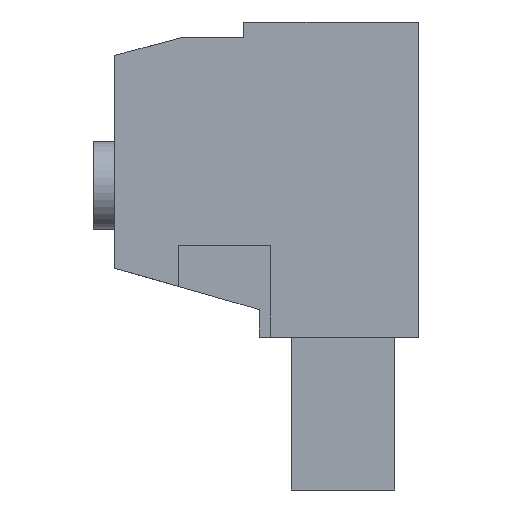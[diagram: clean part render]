
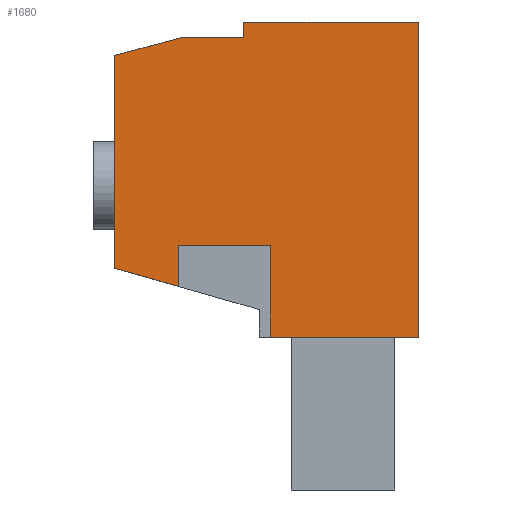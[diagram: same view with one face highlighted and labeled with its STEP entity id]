
A CAD part, left-side view. The second image highlights one B-rep face of the part: STEP entity #1680.
In plain terms, the highlighted planar face has unit normal (-1, 0, 0).
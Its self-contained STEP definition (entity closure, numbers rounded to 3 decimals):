
#1604=AXIS2_PLACEMENT_3D('Plane Axis2P3D',#1601,#1602,#1603) ;
#744=CARTESIAN_POINT('Vertex',(0.,0.,14.4)) ;
#747=CARTESIAN_POINT('Line Origine',(0.,6.95,14.4)) ;
#751=CARTESIAN_POINT('Vertex',(0.,13.9,14.4)) ;
#1450=CARTESIAN_POINT('Vertex',(0.,0.,44.1)) ;
#1453=CARTESIAN_POINT('Line Origine',(0.,0.,29.25)) ;
#1601=CARTESIAN_POINT('Axis2P3D Location',(0.,0.,0.)) ;
#1606=CARTESIAN_POINT('Line Origine',(0.,8.225,44.1)) ;
#1610=CARTESIAN_POINT('Vertex',(0.,16.45,44.1)) ;
#1613=CARTESIAN_POINT('Line Origine',(0.,16.45,43.35)) ;
#1617=CARTESIAN_POINT('Vertex',(0.,16.45,42.6)) ;
#1620=CARTESIAN_POINT('Line Origine',(0.,19.446,42.6)) ;
#1624=CARTESIAN_POINT('Vertex',(0.,22.442,42.6)) ;
#1627=CARTESIAN_POINT('Line Origine',(0.,25.521,41.775)) ;
#1631=CARTESIAN_POINT('Vertex',(0.,28.6,40.95)) ;
#1634=CARTESIAN_POINT('Line Origine',(0.,28.6,30.925)) ;
#1638=CARTESIAN_POINT('Vertex',(0.,28.6,20.9)) ;
#1641=CARTESIAN_POINT('Line Origine',(0.,25.6,20.04)) ;
#1645=CARTESIAN_POINT('Vertex',(0.,22.6,19.18)) ;
#1648=CARTESIAN_POINT('Line Origine',(0.,22.6,21.115)) ;
#1652=CARTESIAN_POINT('Vertex',(0.,22.6,23.05)) ;
#1655=CARTESIAN_POINT('Line Origine',(0.,18.25,23.05)) ;
#1659=CARTESIAN_POINT('Vertex',(0.,13.9,23.05)) ;
#1662=CARTESIAN_POINT('Line Origine',(0.,13.9,18.725)) ;
#748=DIRECTION('Vector Direction',(0.,1.,0.)) ;
#1454=DIRECTION('Vector Direction',(0.,0.,-1.)) ;
#1602=DIRECTION('Axis2P3D Direction',(-1.,0.,0.)) ;
#1603=DIRECTION('Axis2P3D XDirection',(0.,0.,1.)) ;
#1607=DIRECTION('Vector Direction',(0.,-1.,0.)) ;
#1614=DIRECTION('Vector Direction',(0.,0.,1.)) ;
#1621=DIRECTION('Vector Direction',(0.,-1.,0.)) ;
#1628=DIRECTION('Vector Direction',(0.,-0.966,0.259)) ;
#1635=DIRECTION('Vector Direction',(0.,0.,1.)) ;
#1642=DIRECTION('Vector Direction',(0.,0.961,0.276)) ;
#1649=DIRECTION('Vector Direction',(0.,0.,1.)) ;
#1656=DIRECTION('Vector Direction',(0.,-1.,0.)) ;
#1663=DIRECTION('Vector Direction',(0.,0.,1.)) ;
#749=VECTOR('Line Direction',#748,1.) ;
#1455=VECTOR('Line Direction',#1454,1.) ;
#1608=VECTOR('Line Direction',#1607,1.) ;
#1615=VECTOR('Line Direction',#1614,1.) ;
#1622=VECTOR('Line Direction',#1621,1.) ;
#1629=VECTOR('Line Direction',#1628,1.) ;
#1636=VECTOR('Line Direction',#1635,1.) ;
#1643=VECTOR('Line Direction',#1642,1.) ;
#1650=VECTOR('Line Direction',#1649,1.) ;
#1657=VECTOR('Line Direction',#1656,1.) ;
#1664=VECTOR('Line Direction',#1663,1.) ;
#1668=ORIENTED_EDGE('',*,*,#753,.T.) ;
#1669=ORIENTED_EDGE('',*,*,#1457,.T.) ;
#1670=ORIENTED_EDGE('',*,*,#1612,.T.) ;
#1671=ORIENTED_EDGE('',*,*,#1619,.T.) ;
#1672=ORIENTED_EDGE('',*,*,#1626,.T.) ;
#1673=ORIENTED_EDGE('',*,*,#1633,.T.) ;
#1674=ORIENTED_EDGE('',*,*,#1640,.T.) ;
#1675=ORIENTED_EDGE('',*,*,#1647,.T.) ;
#1676=ORIENTED_EDGE('',*,*,#1654,.T.) ;
#1677=ORIENTED_EDGE('',*,*,#1661,.T.) ;
#1678=ORIENTED_EDGE('',*,*,#1666,.F.) ;
#1680=ADVANCED_FACE('HOUSING',(#1679),#1605,.T.) ;
#753=EDGE_CURVE('',#752,#745,#750,.F.) ;
#1457=EDGE_CURVE('',#745,#1451,#1456,.F.) ;
#1612=EDGE_CURVE('',#1451,#1611,#1609,.F.) ;
#1619=EDGE_CURVE('',#1611,#1618,#1616,.F.) ;
#1626=EDGE_CURVE('',#1618,#1625,#1623,.F.) ;
#1633=EDGE_CURVE('',#1625,#1632,#1630,.F.) ;
#1640=EDGE_CURVE('',#1632,#1639,#1637,.F.) ;
#1647=EDGE_CURVE('',#1639,#1646,#1644,.F.) ;
#1654=EDGE_CURVE('',#1646,#1653,#1651,.T.) ;
#1661=EDGE_CURVE('',#1653,#1660,#1658,.T.) ;
#1666=EDGE_CURVE('',#752,#1660,#1665,.T.) ;
#1667=EDGE_LOOP('',(#1668,#1669,#1670,#1671,#1672,#1673,#1674,#1675,#1676,#1677,#1678)) ;
#1679=FACE_OUTER_BOUND('',#1667,.T.) ;
#750=LINE('Line',#747,#749) ;
#1456=LINE('Line',#1453,#1455) ;
#1609=LINE('Line',#1606,#1608) ;
#1616=LINE('Line',#1613,#1615) ;
#1623=LINE('Line',#1620,#1622) ;
#1630=LINE('Line',#1627,#1629) ;
#1637=LINE('Line',#1634,#1636) ;
#1644=LINE('Line',#1641,#1643) ;
#1651=LINE('Line',#1648,#1650) ;
#1658=LINE('Line',#1655,#1657) ;
#1665=LINE('Line',#1662,#1664) ;
#1605=PLANE('',#1604) ;
#745=VERTEX_POINT('',#744) ;
#752=VERTEX_POINT('',#751) ;
#1451=VERTEX_POINT('',#1450) ;
#1611=VERTEX_POINT('',#1610) ;
#1618=VERTEX_POINT('',#1617) ;
#1625=VERTEX_POINT('',#1624) ;
#1632=VERTEX_POINT('',#1631) ;
#1639=VERTEX_POINT('',#1638) ;
#1646=VERTEX_POINT('',#1645) ;
#1653=VERTEX_POINT('',#1652) ;
#1660=VERTEX_POINT('',#1659) ;
